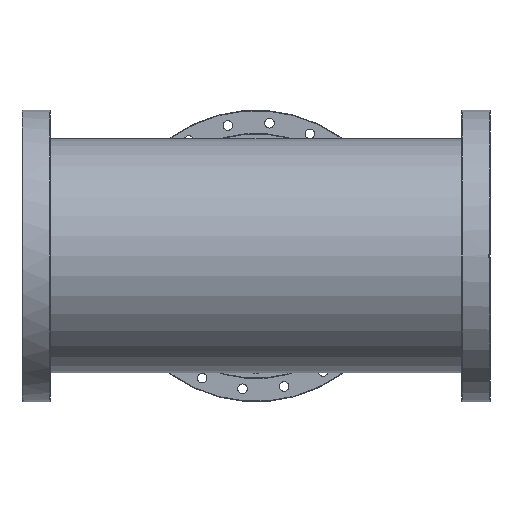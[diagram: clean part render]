
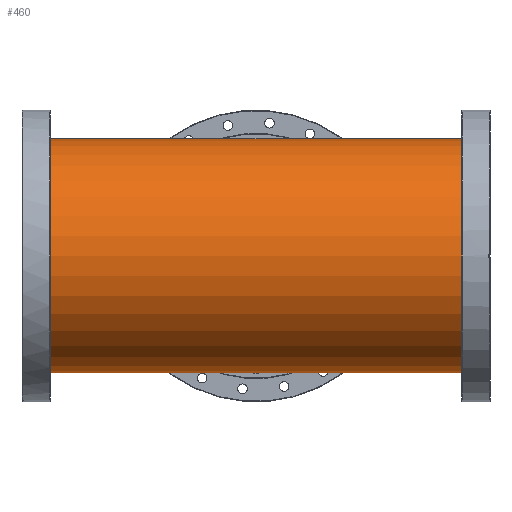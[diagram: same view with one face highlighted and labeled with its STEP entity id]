
A CAD part, front view. The second image highlights one B-rep face of the part: STEP entity #460.
In plain terms, the highlighted cylindrical face has radius 101.6 mm (diameter 203.2 mm), a partial arc.
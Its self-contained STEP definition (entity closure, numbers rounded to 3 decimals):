
#109 = CARTESIAN_POINT ( 'NONE',  ( 0., 0., -101.6 ) ) ;
#253 = CARTESIAN_POINT ( 'NONE',  ( 0., 0., 101.6 ) ) ;
#460 = ADVANCED_FACE ( 'NONE', ( #8485 ), #4497, .T. ) ;
#896 = VECTOR ( 'NONE', #4769, 1000. ) ;
#1137 = DIRECTION ( 'NONE',  ( 1., 0., 0. ) ) ;
#1341 = LINE ( 'NONE', #1937, #896 ) ;
#1419 = CARTESIAN_POINT ( 'NONE',  ( 190.5, 0., -101.6 ) ) ;
#1453 = LINE ( 'NONE', #3542, #5248 ) ;
#1554 = VERTEX_POINT ( 'NONE', #5869 ) ;
#1683 = CIRCLE ( 'NONE', #2744, 101.6 ) ;
#1937 = CARTESIAN_POINT ( 'NONE',  ( 190.5, 0., 101.6 ) ) ;
#1973 = CARTESIAN_POINT ( 'NONE',  ( 190.5, 0., 0. ) ) ;
#1999 = VERTEX_POINT ( 'NONE', #3568 ) ;
#2093 = DIRECTION ( 'NONE',  ( 1., 0., 0. ) ) ;
#2378 = DIRECTION ( 'NONE',  ( -1., 0., 0. ) ) ;
#2744 = AXIS2_PLACEMENT_3D ( 'NONE', #5408, #1137, #6121 ) ;
#2806 = VERTEX_POINT ( 'NONE', #109 ) ;
#3122 = VERTEX_POINT ( 'NONE', #8385 ) ;
#3154 = EDGE_LOOP ( 'NONE', ( #9110, #6036, #7233, #6608, #6380, #8205 ) ) ;
#3180 = EDGE_CURVE ( 'NONE', #1554, #1999, #7508, .T. ) ;
#3218 = CARTESIAN_POINT ( 'NONE',  ( -190.5, 0., -101.6 ) ) ;
#3450 = DIRECTION ( 'NONE',  ( -1., 0., 0. ) ) ;
#3542 = CARTESIAN_POINT ( 'NONE',  ( 190.5, 0., 101.6 ) ) ;
#3568 = CARTESIAN_POINT ( 'NONE',  ( 190.5, 0., -101.6 ) ) ;
#3851 = EDGE_CURVE ( 'NONE', #2806, #4971, #9019, .T. ) ;
#3946 = DIRECTION ( 'NONE',  ( 0., 0., 1. ) ) ;
#4349 = AXIS2_PLACEMENT_3D ( 'NONE', #6347, #2093, #7081 ) ;
#4497 = CYLINDRICAL_SURFACE ( 'NONE', #9004, 101.6 ) ;
#4620 = VERTEX_POINT ( 'NONE', #253 ) ;
#4734 = EDGE_CURVE ( 'NONE', #3122, #4971, #1683, .T. ) ;
#4769 = DIRECTION ( 'NONE',  ( -1., 0., 0. ) ) ;
#4971 = VERTEX_POINT ( 'NONE', #3218 ) ;
#5081 = EDGE_CURVE ( 'NONE', #4620, #3122, #1341, .T. ) ;
#5248 = VECTOR ( 'NONE', #9167, 1000. ) ;
#5408 = CARTESIAN_POINT ( 'NONE',  ( -190.5, 0., 0. ) ) ;
#5686 = DIRECTION ( 'NONE',  ( -1., 0., 0. ) ) ;
#5869 = CARTESIAN_POINT ( 'NONE',  ( 190.5, 0., 101.6 ) ) ;
#6036 = ORIENTED_EDGE ( 'NONE', *, *, #3180, .F. ) ;
#6121 = DIRECTION ( 'NONE',  ( 0., 0., -1. ) ) ;
#6142 = VECTOR ( 'NONE', #2378, 1000. ) ;
#6347 = CARTESIAN_POINT ( 'NONE',  ( 190.5, 0., 0. ) ) ;
#6380 = ORIENTED_EDGE ( 'NONE', *, *, #4734, .T. ) ;
#6608 = ORIENTED_EDGE ( 'NONE', *, *, #5081, .T. ) ;
#7081 = DIRECTION ( 'NONE',  ( 0., 0., -1. ) ) ;
#7233 = ORIENTED_EDGE ( 'NONE', *, *, #8830, .T. ) ;
#7387 = VECTOR ( 'NONE', #5686, 1000. ) ;
#7508 = CIRCLE ( 'NONE', #4349, 101.6 ) ;
#7894 = EDGE_CURVE ( 'NONE', #1999, #2806, #8233, .T. ) ;
#8069 = CARTESIAN_POINT ( 'NONE',  ( 190.5, 0., -101.6 ) ) ;
#8205 = ORIENTED_EDGE ( 'NONE', *, *, #3851, .F. ) ;
#8233 = LINE ( 'NONE', #8069, #6142 ) ;
#8385 = CARTESIAN_POINT ( 'NONE',  ( -190.5, 0., 101.6 ) ) ;
#8485 = FACE_OUTER_BOUND ( 'NONE', #3154, .T. ) ;
#8830 = EDGE_CURVE ( 'NONE', #1554, #4620, #1453, .T. ) ;
#9004 = AXIS2_PLACEMENT_3D ( 'NONE', #1973, #3450, #3946 ) ;
#9019 = LINE ( 'NONE', #1419, #7387 ) ;
#9110 = ORIENTED_EDGE ( 'NONE', *, *, #7894, .F. ) ;
#9167 = DIRECTION ( 'NONE',  ( -1., 0., 0. ) ) ;
